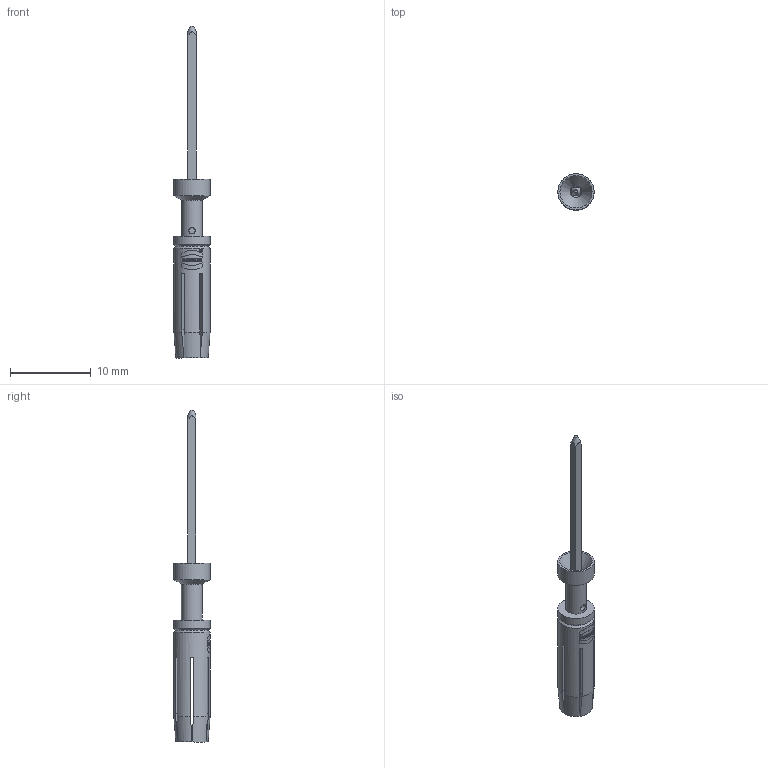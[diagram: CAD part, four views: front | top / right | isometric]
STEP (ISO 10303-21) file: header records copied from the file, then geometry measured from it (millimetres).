
FILE_DESCRIPTION(/* description */ (''),/* implementation_level */ '2;1');
FILE_NAME(/* name */ '100599371ugm000_a.stp',/* time_stamp */ '2014-11-03T22:19:43+01:00',/* author */ (''),/* organization */ (''),/* preprocessor_version */ 'ST-DEVELOPER v15',/* originating_system */ 'SIEMENS PLM Software NX 8.5',/* authorisation */ '');
FILE_SCHEMA (('AUTOMOTIVE_DESIGN { 1 0 10303 214 3 1 1 1 }'));
Length unit declared in the file: millimetre
Products named in the file (1): 100599371ugm000_a
Bounding box: 4.5 x 4.51 x 41.2 mm (x, y, z)
Volume: 210.7 mm3; surface area: 614.6 mm2
Topology: 1 solids, 3 shells, 187 faces, 504 edges, 425 vertices
Faces by surface type: plane 119, cylinder 38, bspline 18, cone 10, extrusion 2
Full cylindrical faces by diameter (mm): 0.275 x1, 0.325 x1, 0.8 x1, 1.45 x1, 2.6 x1, 4.5 x3
Entity records: 7664 total; most frequent: CARTESIAN_POINT 2265, DIRECTION 933, ORIENTED_EDGE 788, EDGE_CURVE 394, AXIS2_PLACEMENT_3D 356, VERTEX_POINT 246, EDGE_LOOP 221, VECTOR 221
